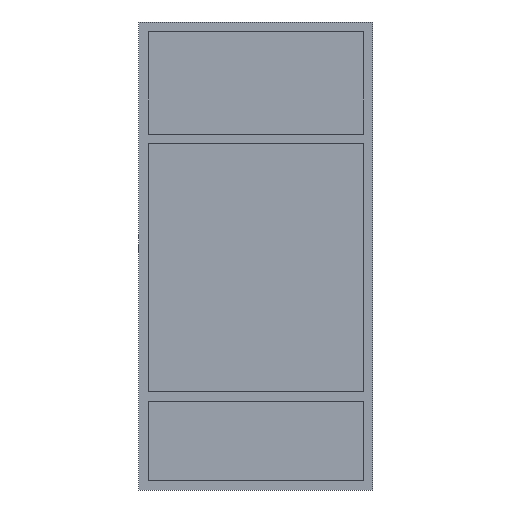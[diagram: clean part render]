
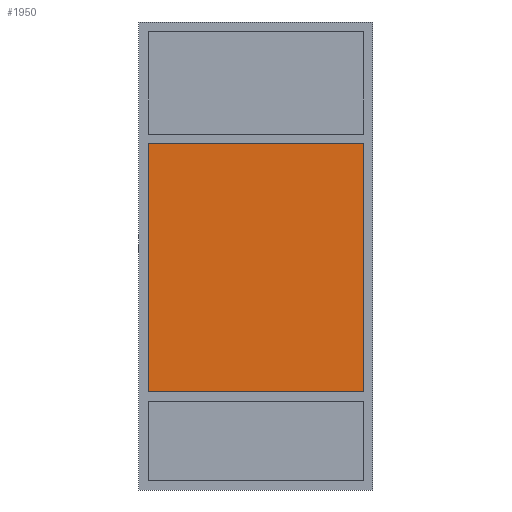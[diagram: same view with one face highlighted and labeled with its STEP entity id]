
A CAD part, front view. The second image highlights one B-rep face of the part: STEP entity #1950.
In plain terms, the highlighted planar face has unit normal (0, -1, 0).
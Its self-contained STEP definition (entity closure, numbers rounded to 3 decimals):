
#1641 = VERTEX_POINT('',#1642);
#1642 = CARTESIAN_POINT('',(40.,18.,420.));
#1651 = PLANE('',#1652);
#1652 = AXIS2_PLACEMENT_3D('',#1653,#1654,#1655);
#1653 = CARTESIAN_POINT('',(40.,18.,420.));
#1654 = DIRECTION('',(0.,0.,-1.));
#1655 = DIRECTION('',(1.,0.,0.));
#1663 = PLANE('',#1664);
#1664 = AXIS2_PLACEMENT_3D('',#1665,#1666,#1667);
#1665 = CARTESIAN_POINT('',(40.,18.,1480.));
#1666 = DIRECTION('',(-1.,0.,0.));
#1667 = DIRECTION('',(0.,0.,-1.));
#1704 = VERTEX_POINT('',#1705);
#1705 = CARTESIAN_POINT('',(960.,18.,420.));
#1719 = PLANE('',#1720);
#1720 = AXIS2_PLACEMENT_3D('',#1721,#1722,#1723);
#1721 = CARTESIAN_POINT('',(960.,18.,420.));
#1722 = DIRECTION('',(1.,0.,0.));
#1723 = DIRECTION('',(0.,0.,1.));
#1731 = EDGE_CURVE('',#1641,#1704,#1732,.T.);
#1732 = SURFACE_CURVE('',#1733,(#1737,#1744),.PCURVE_S1.);
#1733 = LINE('',#1734,#1735);
#1734 = CARTESIAN_POINT('',(40.,18.,420.));
#1735 = VECTOR('',#1736,1.);
#1736 = DIRECTION('',(1.,0.,0.));
#1737 = PCURVE('',#1651,#1738);
#1738 = DEFINITIONAL_REPRESENTATION('',(#1739),#1743);
#1739 = LINE('',#1740,#1741);
#1740 = CARTESIAN_POINT('',(0.,0.));
#1741 = VECTOR('',#1742,1.);
#1742 = DIRECTION('',(1.,0.));
#1743 = ( GEOMETRIC_REPRESENTATION_CONTEXT(2) 
PARAMETRIC_REPRESENTATION_CONTEXT() REPRESENTATION_CONTEXT('2D SPACE',''
  ) );
#1744 = PCURVE('',#1745,#1750);
#1745 = PLANE('',#1746);
#1746 = AXIS2_PLACEMENT_3D('',#1747,#1748,#1749);
#1747 = CARTESIAN_POINT('',(40.,18.,420.));
#1748 = DIRECTION('',(0.,1.,0.));
#1749 = DIRECTION('',(0.,0.,1.));
#1750 = DEFINITIONAL_REPRESENTATION('',(#1751),#1755);
#1751 = LINE('',#1752,#1753);
#1752 = CARTESIAN_POINT('',(0.,0.));
#1753 = VECTOR('',#1754,1.);
#1754 = DIRECTION('',(0.,1.));
#1755 = ( GEOMETRIC_REPRESENTATION_CONTEXT(2) 
PARAMETRIC_REPRESENTATION_CONTEXT() REPRESENTATION_CONTEXT('2D SPACE',''
  ) );
#1785 = VERTEX_POINT('',#1786);
#1786 = CARTESIAN_POINT('',(960.,18.,1480.));
#1800 = PLANE('',#1801);
#1801 = AXIS2_PLACEMENT_3D('',#1802,#1803,#1804);
#1802 = CARTESIAN_POINT('',(960.,18.,1480.));
#1803 = DIRECTION('',(0.,0.,1.));
#1804 = DIRECTION('',(-1.,0.,0.));
#1812 = EDGE_CURVE('',#1704,#1785,#1813,.T.);
#1813 = SURFACE_CURVE('',#1814,(#1818,#1825),.PCURVE_S1.);
#1814 = LINE('',#1815,#1816);
#1815 = CARTESIAN_POINT('',(960.,18.,420.));
#1816 = VECTOR('',#1817,1.);
#1817 = DIRECTION('',(0.,0.,1.));
#1818 = PCURVE('',#1719,#1819);
#1819 = DEFINITIONAL_REPRESENTATION('',(#1820),#1824);
#1820 = LINE('',#1821,#1822);
#1821 = CARTESIAN_POINT('',(0.,0.));
#1822 = VECTOR('',#1823,1.);
#1823 = DIRECTION('',(1.,0.));
#1824 = ( GEOMETRIC_REPRESENTATION_CONTEXT(2) 
PARAMETRIC_REPRESENTATION_CONTEXT() REPRESENTATION_CONTEXT('2D SPACE',''
  ) );
#1825 = PCURVE('',#1745,#1826);
#1826 = DEFINITIONAL_REPRESENTATION('',(#1827),#1831);
#1827 = LINE('',#1828,#1829);
#1828 = CARTESIAN_POINT('',(0.,920.));
#1829 = VECTOR('',#1830,1.);
#1830 = DIRECTION('',(1.,0.));
#1831 = ( GEOMETRIC_REPRESENTATION_CONTEXT(2) 
PARAMETRIC_REPRESENTATION_CONTEXT() REPRESENTATION_CONTEXT('2D SPACE',''
  ) );
#1861 = VERTEX_POINT('',#1862);
#1862 = CARTESIAN_POINT('',(40.,18.,1480.));
#1883 = EDGE_CURVE('',#1785,#1861,#1884,.T.);
#1884 = SURFACE_CURVE('',#1885,(#1889,#1896),.PCURVE_S1.);
#1885 = LINE('',#1886,#1887);
#1886 = CARTESIAN_POINT('',(960.,18.,1480.));
#1887 = VECTOR('',#1888,1.);
#1888 = DIRECTION('',(-1.,0.,0.));
#1889 = PCURVE('',#1800,#1890);
#1890 = DEFINITIONAL_REPRESENTATION('',(#1891),#1895);
#1891 = LINE('',#1892,#1893);
#1892 = CARTESIAN_POINT('',(0.,0.));
#1893 = VECTOR('',#1894,1.);
#1894 = DIRECTION('',(1.,0.));
#1895 = ( GEOMETRIC_REPRESENTATION_CONTEXT(2) 
PARAMETRIC_REPRESENTATION_CONTEXT() REPRESENTATION_CONTEXT('2D SPACE',''
  ) );
#1896 = PCURVE('',#1745,#1897);
#1897 = DEFINITIONAL_REPRESENTATION('',(#1898),#1902);
#1898 = LINE('',#1899,#1900);
#1899 = CARTESIAN_POINT('',(1060.,920.));
#1900 = VECTOR('',#1901,1.);
#1901 = DIRECTION('',(0.,-1.));
#1902 = ( GEOMETRIC_REPRESENTATION_CONTEXT(2) 
PARAMETRIC_REPRESENTATION_CONTEXT() REPRESENTATION_CONTEXT('2D SPACE',''
  ) );
#1930 = EDGE_CURVE('',#1861,#1641,#1931,.T.);
#1931 = SURFACE_CURVE('',#1932,(#1936,#1943),.PCURVE_S1.);
#1932 = LINE('',#1933,#1934);
#1933 = CARTESIAN_POINT('',(40.,18.,1480.));
#1934 = VECTOR('',#1935,1.);
#1935 = DIRECTION('',(0.,0.,-1.));
#1936 = PCURVE('',#1663,#1937);
#1937 = DEFINITIONAL_REPRESENTATION('',(#1938),#1942);
#1938 = LINE('',#1939,#1940);
#1939 = CARTESIAN_POINT('',(0.,0.));
#1940 = VECTOR('',#1941,1.);
#1941 = DIRECTION('',(1.,0.));
#1942 = ( GEOMETRIC_REPRESENTATION_CONTEXT(2) 
PARAMETRIC_REPRESENTATION_CONTEXT() REPRESENTATION_CONTEXT('2D SPACE',''
  ) );
#1943 = PCURVE('',#1745,#1944);
#1944 = DEFINITIONAL_REPRESENTATION('',(#1945),#1949);
#1945 = LINE('',#1946,#1947);
#1946 = CARTESIAN_POINT('',(1060.,0.));
#1947 = VECTOR('',#1948,1.);
#1948 = DIRECTION('',(-1.,0.));
#1949 = ( GEOMETRIC_REPRESENTATION_CONTEXT(2) 
PARAMETRIC_REPRESENTATION_CONTEXT() REPRESENTATION_CONTEXT('2D SPACE',''
  ) );
#1950 = ADVANCED_FACE('',(#1951),#1745,.F.);
#1951 = FACE_BOUND('',#1952,.T.);
#1952 = EDGE_LOOP('',(#1953,#1954,#1955,#1956));
#1953 = ORIENTED_EDGE('',*,*,#1731,.T.);
#1954 = ORIENTED_EDGE('',*,*,#1812,.T.);
#1955 = ORIENTED_EDGE('',*,*,#1883,.T.);
#1956 = ORIENTED_EDGE('',*,*,#1930,.T.);
